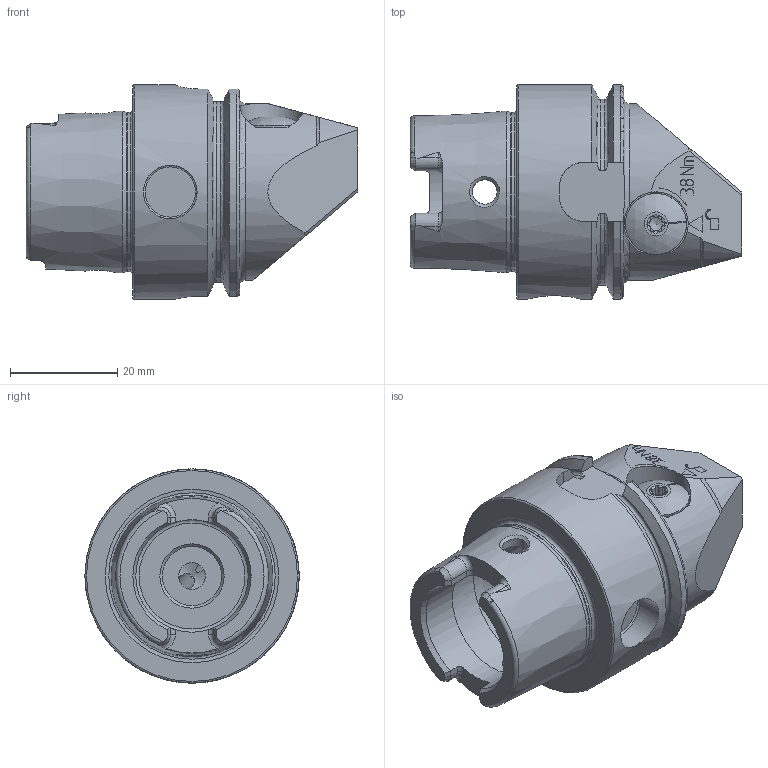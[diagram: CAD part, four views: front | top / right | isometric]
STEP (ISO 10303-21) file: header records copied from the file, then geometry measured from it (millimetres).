
FILE_DESCRIPTION (( 'STEP AP214' ), '1' );
FILE_NAME ('HA4.LW3.RF0.042.STEP', '2021-12-13T10:04:37', ( '' ), ( '' ), 'SwSTEP 2.0', 'SolidWorks 2017', '' );
FILE_SCHEMA (( 'AUTOMOTIVE_DESIGN' ));
Length unit declared in the file: millimetre
Products named in the file (6): KVT_MB_600_040; DIN 3771 - 7x1; HA4.LW3.RF0.042; HA4-LW3.RF0.042_A_Version A; LW3-ER1.012.014; LW3-ER1.012.014_B_Standard<Wie bearbeitet>
Assembly tree (6 placements, depth 3):
  HA4.LW3.RF0.042
    HA4-LW3.RF0.042_A_Version A
    LW3-ER1.012.014
      LW3-ER1.012.014_B_Standard<Wie bearbeitet>
      DIN 3771 - 7x1  x2
    KVT_MB_600_040
Bounding box: 61.9 x 40 x 40 mm (x, y, z)
Volume: 34358.8 mm3; surface area: 13060.4 mm2
Topology: 6 solids, 6 shells, 270 faces, 784 edges, 534 vertices
Faces by surface type: plane 105, cylinder 83, cone 40, torus 30, bspline 7, sphere 5
Full cylindrical faces by diameter (mm): 1 x1, 2.4 x1, 3 x1, 3.3 x3, 4 x3, 4.6 x2, 5 x1, 7 x1, 7.7 x2, 9.213 x1, 9.5 x5, 10 x1, 11 x1, 11.4 x1, 12.5 x1, 21 x2, 25.5 x1, 29.707 x1, 40 x1
Entity records: 11189 total; most frequent: CARTESIAN_POINT 4400, ORIENTED_EDGE 1356, DIRECTION 1243, EDGE_CURVE 678, AXIS2_PLACEMENT_3D 506, VERTEX_POINT 501, EDGE_LOOP 361, FACE_OUTER_BOUND 309
